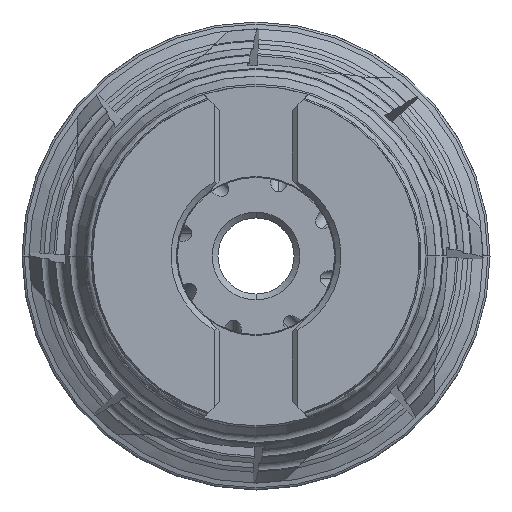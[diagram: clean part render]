
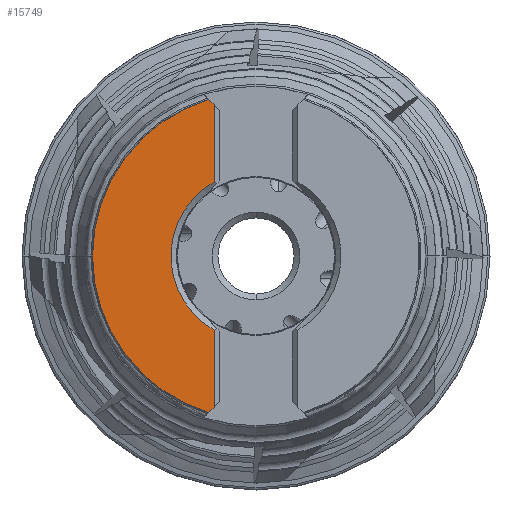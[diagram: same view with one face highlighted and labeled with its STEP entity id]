
A CAD part, left-side view. The second image highlights one B-rep face of the part: STEP entity #15749.
In plain terms, the highlighted planar face has unit normal (-1, 0, 0).
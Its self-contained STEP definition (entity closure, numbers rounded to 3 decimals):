
#5 = CARTESIAN_POINT ( 'NONE',  ( -49., 10.347, 29. ) ) ;
#681 = LINE ( 'NONE', #7880, #12380 ) ;
#775 = VECTOR ( 'NONE', #4000, 1000. ) ;
#1587 = ORIENTED_EDGE ( 'NONE', *, *, #5829, .F. ) ;
#1875 = VERTEX_POINT ( 'NONE', #4783 ) ;
#1904 = EDGE_CURVE ( 'NONE', #14499, #6960, #11788, .T. ) ;
#2256 = CARTESIAN_POINT ( 'NONE',  ( -49., 7.15, 12.643 ) ) ;
#2679 = ORIENTED_EDGE ( 'NONE', *, *, #11727, .T. ) ;
#3335 = DIRECTION ( 'NONE',  ( 0., 0., 1. ) ) ;
#3505 = ORIENTED_EDGE ( 'NONE', *, *, #1904, .T. ) ;
#3584 = CARTESIAN_POINT ( 'NONE',  ( -49., 7.15, 12.878 ) ) ;
#3674 = VERTEX_POINT ( 'NONE', #16329 ) ;
#4000 = DIRECTION ( 'NONE',  ( 0., -0.707, -0.707 ) ) ;
#4094 = VERTEX_POINT ( 'NONE', #11051 ) ;
#4283 = EDGE_CURVE ( 'NONE', #3674, #4094, #13781, .T. ) ;
#4545 = AXIS2_PLACEMENT_3D ( 'NONE', #4796, #4895, #17461 ) ;
#4783 = CARTESIAN_POINT ( 'NONE',  ( -49., 7.15, -25.803 ) ) ;
#4796 = CARTESIAN_POINT ( 'NONE',  ( -49., 0., 0. ) ) ;
#4895 = DIRECTION ( 'NONE',  ( -1., 0., 0. ) ) ;
#5142 = VECTOR ( 'NONE', #3335, 1000. ) ;
#5340 = AXIS2_PLACEMENT_3D ( 'NONE', #15916, #5997, #13104 ) ;
#5829 = EDGE_CURVE ( 'NONE', #1875, #10730, #681, .T. ) ;
#5997 = DIRECTION ( 'NONE',  ( -1., 0., 0. ) ) ;
#6822 = CARTESIAN_POINT ( 'NONE',  ( -49., 0., 0. ) ) ;
#6876 = ORIENTED_EDGE ( 'NONE', *, *, #12544, .T. ) ;
#6960 = VERTEX_POINT ( 'NONE', #16286 ) ;
#6997 = EDGE_LOOP ( 'NONE', ( #2679, #17825, #3505, #10996, #8258, #6876, #1587 ) ) ;
#7595 = EDGE_CURVE ( 'NONE', #3674, #6960, #12480, .T. ) ;
#7677 = CARTESIAN_POINT ( 'NONE',  ( -49., 7.15, -12.643 ) ) ;
#7880 = CARTESIAN_POINT ( 'NONE',  ( -49., 10.347, -29. ) ) ;
#7892 = EDGE_CURVE ( 'NONE', #14499, #14937, #12403, .T. ) ;
#8258 = ORIENTED_EDGE ( 'NONE', *, *, #4283, .T. ) ;
#8981 = DIRECTION ( 'NONE',  ( 1., 0., 0. ) ) ;
#9671 = DIRECTION ( 'NONE',  ( -1., 0., 0. ) ) ;
#10281 = LINE ( 'NONE', #13108, #5142 ) ;
#10401 = AXIS2_PLACEMENT_3D ( 'NONE', #6822, #9671, #15213 ) ;
#10617 = DIRECTION ( 'NONE',  ( 0., 0., 1. ) ) ;
#10680 = CIRCLE ( 'NONE', #10401, 27.922 ) ;
#10730 = VERTEX_POINT ( 'NONE', #16171 ) ;
#10996 = ORIENTED_EDGE ( 'NONE', *, *, #7595, .F. ) ;
#11051 = CARTESIAN_POINT ( 'NONE',  ( -49., 27.922, 0. ) ) ;
#11727 = EDGE_CURVE ( 'NONE', #1875, #14937, #10281, .T. ) ;
#11788 = LINE ( 'NONE', #3584, #14347 ) ;
#12380 = VECTOR ( 'NONE', #14618, 1000. ) ;
#12403 = CIRCLE ( 'NONE', #4545, 14.525 ) ;
#12480 = LINE ( 'NONE', #5, #775 ) ;
#12544 = EDGE_CURVE ( 'NONE', #4094, #10730, #10680, .T. ) ;
#13104 = DIRECTION ( 'NONE',  ( 0., 0., -1. ) ) ;
#13108 = CARTESIAN_POINT ( 'NONE',  ( -49., 7.15, -12.878 ) ) ;
#13781 = CIRCLE ( 'NONE', #5340, 27.922 ) ;
#14347 = VECTOR ( 'NONE', #10617, 1000. ) ;
#14366 = PLANE ( 'NONE',  #14804 ) ;
#14458 = CARTESIAN_POINT ( 'NONE',  ( -49., -45., -32.102 ) ) ;
#14499 = VERTEX_POINT ( 'NONE', #2256 ) ;
#14618 = DIRECTION ( 'NONE',  ( 0., 0.707, -0.707 ) ) ;
#14804 = AXIS2_PLACEMENT_3D ( 'NONE', #14458, #8981, #17696 ) ;
#14937 = VERTEX_POINT ( 'NONE', #7677 ) ;
#15213 = DIRECTION ( 'NONE',  ( 0., 0., -1. ) ) ;
#15749 = ADVANCED_FACE ( 'NONE', ( #16004 ), #14366, .F. ) ;
#15916 = CARTESIAN_POINT ( 'NONE',  ( -49., 0., 0. ) ) ;
#16004 = FACE_OUTER_BOUND ( 'NONE', #6997, .T. ) ;
#16171 = CARTESIAN_POINT ( 'NONE',  ( -49., 8.076, -26.729 ) ) ;
#16286 = CARTESIAN_POINT ( 'NONE',  ( -49., 7.15, 25.803 ) ) ;
#16329 = CARTESIAN_POINT ( 'NONE',  ( -49., 8.076, 26.729 ) ) ;
#17461 = DIRECTION ( 'NONE',  ( 0., 0., -1. ) ) ;
#17696 = DIRECTION ( 'NONE',  ( 0., 0., -1. ) ) ;
#17825 = ORIENTED_EDGE ( 'NONE', *, *, #7892, .F. ) ;
